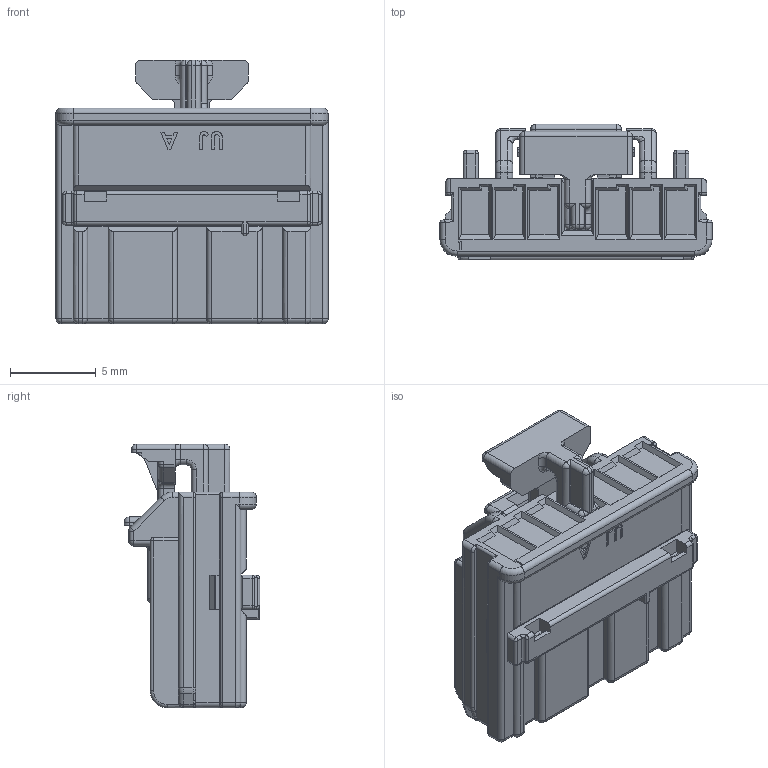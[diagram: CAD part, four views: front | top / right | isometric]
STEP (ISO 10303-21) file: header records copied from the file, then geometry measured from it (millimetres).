
FILE_DESCRIPTION (( 'STEP AP214' ), '1' );
FILE_NAME ('C_020_D_C_6F_ASSY_(B)_Rev.B.STEP', '2020-11-18T00:30:52', ( '' ), ( '' ), 'SwSTEP 2.0', 'SolidWorks 2019', '' );
FILE_SCHEMA (( 'AUTOMOTIVE_DESIGN' ));
Length unit declared in the file: millimetre
Products named in the file (1): C_020_D_C_6F_ASSY_(B)_Rev.B
Bounding box: 15.9 x 7.92 x 15.4 mm (x, y, z)
Volume: 905 mm3; surface area: 1130.5 mm2
Topology: 1 solids, 1 shells, 795 faces, 2046 edges, 1229 vertices
Faces by surface type: plane 393, cylinder 269, torus 49, bspline 46, sphere 38
Entity records: 33748 total; most frequent: CARTESIAN_POINT 6256, ORIENTED_EDGE 4008, DIRECTION 3790, EDGE_CURVE 2004, VECTOR 1360, LINE 1360, VERTEX_POINT 1229, AXIS2_PLACEMENT_3D 1215
